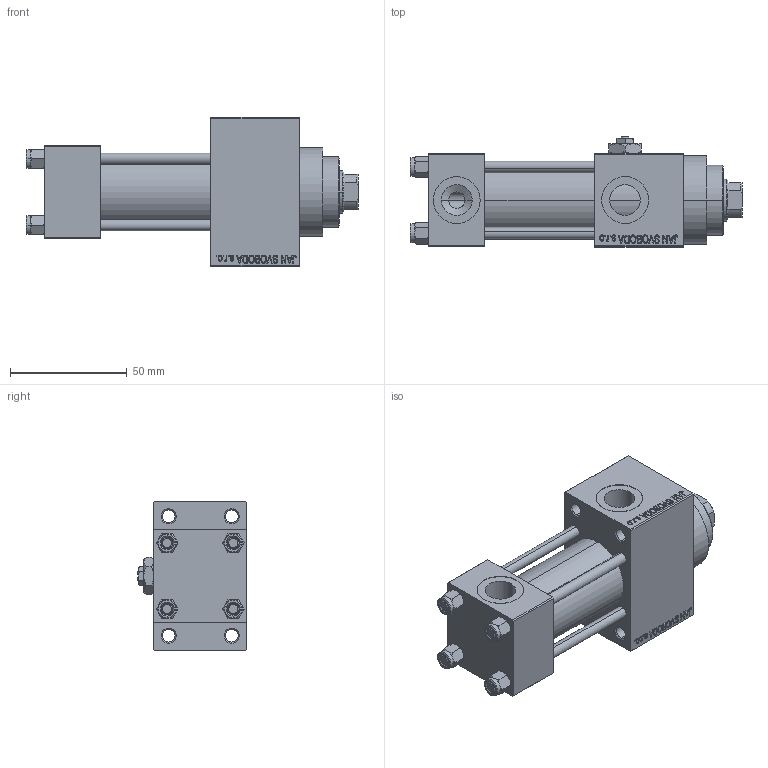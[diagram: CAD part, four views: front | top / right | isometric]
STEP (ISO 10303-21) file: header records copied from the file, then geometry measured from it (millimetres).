
FILE_DESCRIPTION (( 'STEP AP203' ), '1' );
FILE_NAME ('9d66.STEP', '2023-08-23T09:15:05', ( '' ), ( '' ), 'SwSTEP 2.0', 'SolidWorks 2019', '' );
FILE_SCHEMA (( 'CONFIG_CONTROL_DESIGN' ));
Length unit declared in the file: millimetre
Products named in the file (7): V215CR_D_TYCINKA 4770eab1b1495a841fa346b87f56ca47; V215CR_D_Body 4770eab1b1495a841fa346b87f56ca47; V215_VC_A 4770eab1b1495a841fa346b87f56ca47; V215CR_VCP_D 4770eab1b1495a841fa346b87f56ca47; 9d66; Zatka_pro_OIL_PORT 4770eab1b1495a841fa346b87f56ca47; NUT_M5_D 4770eab1b1495a841fa346b87f56ca47
Assembly tree (12 placements, depth 2):
  9d66
    V215CR_D_Body 4770eab1b1495a841fa346b87f56ca47
    V215CR_VCP_D 4770eab1b1495a841fa346b87f56ca47
    NUT_M5_D 4770eab1b1495a841fa346b87f56ca47  x4
    V215CR_D_TYCINKA 4770eab1b1495a841fa346b87f56ca47  x4
    V215_VC_A 4770eab1b1495a841fa346b87f56ca47
    Zatka_pro_OIL_PORT 4770eab1b1495a841fa346b87f56ca47
Bounding box: 142 x 47 x 64 mm (x, y, z)
Volume: 179285.5 mm3; surface area: 65271.6 mm2
Topology: 12 solids, 12 shells, 1146 faces, 2848 edges, 1839 vertices
Faces by surface type: plane 518, bspline 368, cone 162, cylinder 90, torus 8
Entity records: 48715 total; most frequent: CARTESIAN_POINT 25573, ORIENTED_EDGE 5188, DIRECTION 3358, EDGE_CURVE 2594, VERTEX_POINT 1695, VECTOR 1538, LINE 1538, EDGE_LOOP 1161
